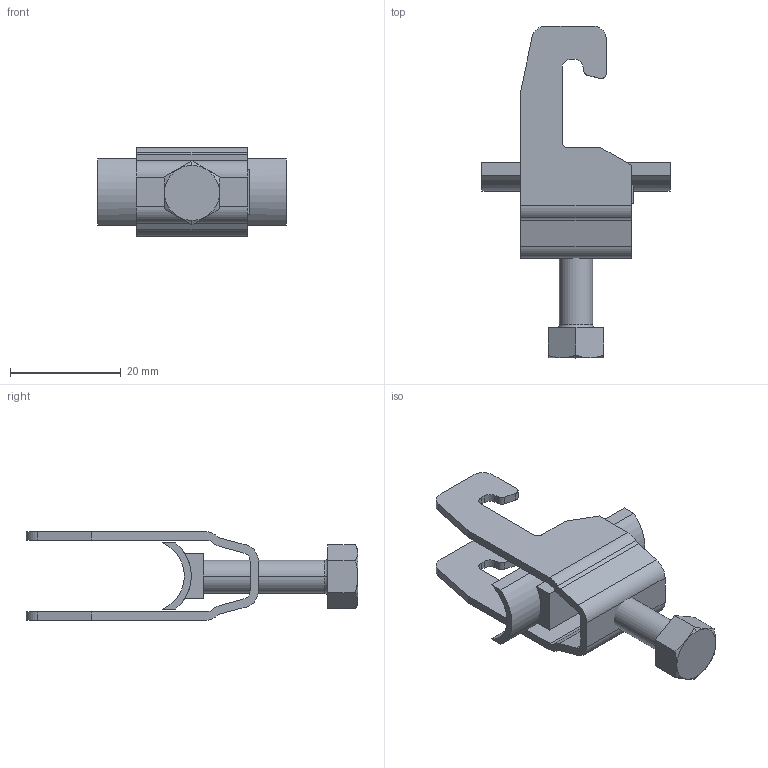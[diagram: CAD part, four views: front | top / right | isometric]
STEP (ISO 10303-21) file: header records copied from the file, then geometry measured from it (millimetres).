
FILE_DESCRIPTION((''),'2;1');
FILE_NAME('1175122_ASM','2013-03-13T',('AndreasKeweloh'),(''),'PRO/ENGINEER BY PARAMETRIC TECHNOLOGY CORPORATION, 2012360','PRO/ENGINEER BY PARAMETRIC TECHNOLOGY CORPORATION, 2012360','');
FILE_SCHEMA(('CONFIG_CONTROL_DESIGN'));
Length unit declared in the file: millimetre
Products named in the file (4): 1175122SCHRAUBE_M8; 1175122SCHELLENKOERPER; 1175122_KUNSTSTOFF-DRUCKW; 1175122_ASM
Assembly tree (3 placements, depth 2):
  1175122_ASM
    1175122SCHRAUBE_M8
    1175122SCHELLENKOERPER
    1175122_KUNSTSTOFF-DRUCKW
Bounding box: 34 x 60 x 16 mm (x, y, z)
Volume: 4155 mm3; surface area: 5238.2 mm2
Topology: 3 solids, 3 shells, 90 faces, 236 edges, 156 vertices
Faces by surface type: plane 50, cylinder 36, cone 2, torus 2
Entity records: 2941 total; most frequent: CARTESIAN_POINT 542, DIRECTION 504, ORIENTED_EDGE 472, EDGE_CURVE 236, AXIS2_PLACEMENT_3D 177, VERTEX_POINT 156, VECTOR 150, LINE 150
